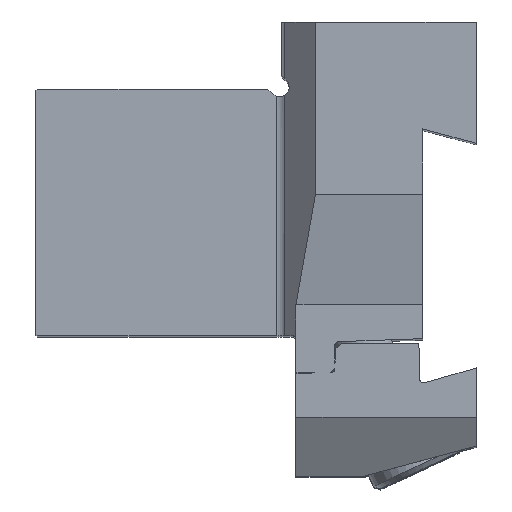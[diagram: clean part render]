
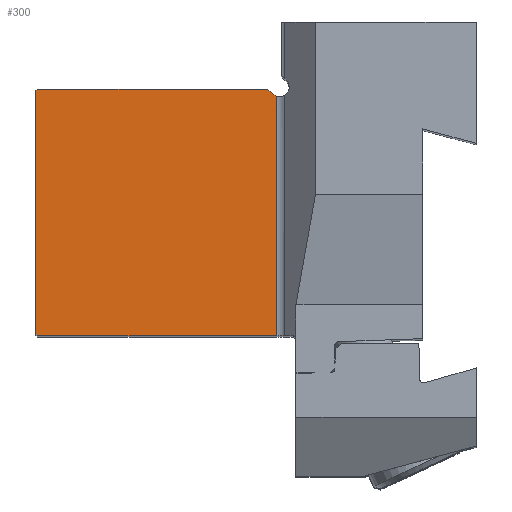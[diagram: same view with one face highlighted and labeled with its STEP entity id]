
A CAD part, top view. The second image highlights one B-rep face of the part: STEP entity #300.
In plain terms, the highlighted planar face has unit normal (0, 0, 1).
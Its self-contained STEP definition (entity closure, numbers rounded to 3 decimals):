
#229=CIRCLE('',#2619,1.);
#300=ADVANCED_FACE('',(#505),#416,.T.);
#416=PLANE('',#2620);
#505=FACE_OUTER_BOUND('',#652,.T.);
#652=EDGE_LOOP('',(#911,#912,#913,#914,#915,#916,#917,#918));
#911=ORIENTED_EDGE('',*,*,#1763,.F.);
#912=ORIENTED_EDGE('',*,*,#1764,.F.);
#913=ORIENTED_EDGE('',*,*,#1765,.F.);
#914=ORIENTED_EDGE('',*,*,#1766,.F.);
#915=ORIENTED_EDGE('',*,*,#1767,.F.);
#916=ORIENTED_EDGE('',*,*,#1768,.T.);
#917=ORIENTED_EDGE('',*,*,#1769,.F.);
#918=ORIENTED_EDGE('',*,*,#1770,.F.);
#1510=VERTEX_POINT('',#3706);
#1511=VERTEX_POINT('',#3707);
#1512=VERTEX_POINT('',#3709);
#1513=VERTEX_POINT('',#3711);
#1514=VERTEX_POINT('',#3713);
#1515=VERTEX_POINT('',#3715);
#1516=VERTEX_POINT('',#3717);
#1517=VERTEX_POINT('',#3719);
#1763=EDGE_CURVE('',#1510,#1511,#2082,.T.);
#1764=EDGE_CURVE('',#1512,#1510,#2083,.T.);
#1765=EDGE_CURVE('',#1513,#1512,#2084,.T.);
#1766=EDGE_CURVE('',#1514,#1513,#2085,.T.);
#1767=EDGE_CURVE('',#1515,#1514,#2086,.T.);
#1768=EDGE_CURVE('',#1515,#1516,#2087,.T.);
#1769=EDGE_CURVE('',#1517,#1516,#229,.T.);
#1770=EDGE_CURVE('',#1511,#1517,#2088,.T.);
#2082=LINE('',#3705,#2327);
#2083=LINE('',#3708,#2328);
#2084=LINE('',#3710,#2329);
#2085=LINE('',#3712,#2330);
#2086=LINE('',#3714,#2331);
#2087=LINE('',#3716,#2332);
#2088=LINE('',#3720,#2333);
#2327=VECTOR('',#2996,1.);
#2328=VECTOR('',#2997,1.);
#2329=VECTOR('',#2998,1.);
#2330=VECTOR('',#2999,1.);
#2331=VECTOR('',#3000,1.);
#2332=VECTOR('',#3001,1.);
#2333=VECTOR('',#3004,1.);
#2619=AXIS2_PLACEMENT_3D('',#3718,#3002,#3003);
#2620=AXIS2_PLACEMENT_3D('',#3721,#3005,#3006);
#2996=DIRECTION('',(1.,0.,0.));
#2997=DIRECTION('',(0.707,0.707,0.));
#2998=DIRECTION('',(0.,1.,0.));
#2999=DIRECTION('',(-0.707,0.707,0.));
#3000=DIRECTION('',(-1.,0.,0.));
#3001=DIRECTION('',(0.,1.,0.));
#3002=DIRECTION('',(0.,0.,1.));
#3003=DIRECTION('',(-1.,0.,0.));
#3004=DIRECTION('',(0.707,-0.707,0.));
#3005=DIRECTION('',(0.,0.,1.));
#3006=DIRECTION('',(1.,0.,0.));
#3705=CARTESIAN_POINT('',(-1.414,-6.87,91.5));
#3706=CARTESIAN_POINT('',(-25.,-6.87,91.5));
#3707=CARTESIAN_POINT('',(-1.414,-6.87,91.5));
#3708=CARTESIAN_POINT('',(-41.565,-23.435,91.5));
#3709=CARTESIAN_POINT('',(-25.2,-7.07,91.5));
#3710=CARTESIAN_POINT('',(-25.2,-32.27,91.5));
#3711=CARTESIAN_POINT('',(-25.2,-31.97,91.5));
#3712=CARTESIAN_POINT('',(3.915,-61.085,91.5));
#3713=CARTESIAN_POINT('',(-25.,-32.17,91.5));
#3714=CARTESIAN_POINT('',(1.5,-32.17,91.5));
#3715=CARTESIAN_POINT('',(-0.497,-32.17,91.5));
#3716=CARTESIAN_POINT('',(-0.497,-65.,91.5));
#3717=CARTESIAN_POINT('',(-0.497,-7.625,91.5));
#3718=CARTESIAN_POINT('',(-0.2,-6.67,91.5));
#3719=CARTESIAN_POINT('',(-0.907,-7.377,91.5));
#3720=CARTESIAN_POINT('',(28.358,-36.642,91.5));
#3721=CARTESIAN_POINT('',(0.,-65.,91.5));
